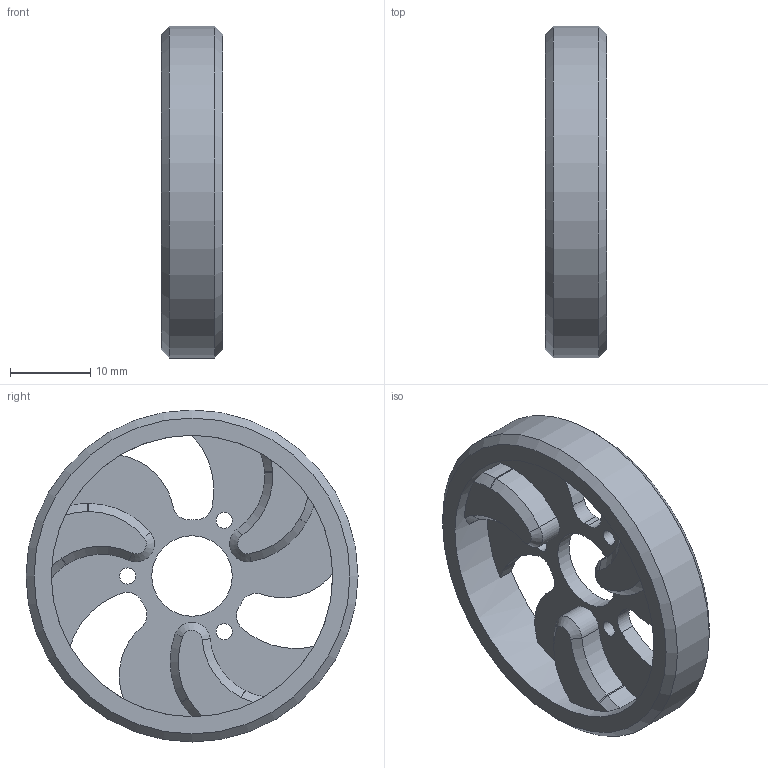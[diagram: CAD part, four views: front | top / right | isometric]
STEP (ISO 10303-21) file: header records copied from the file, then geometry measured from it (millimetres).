
FILE_DESCRIPTION(/* description */ (''),/* implementation_level */ '2;1');
FILE_NAME(/* name */ 'MotorHolder.step',/* time_stamp */ '2023-05-28T14:26:04-04:00',/* author */ (''),/* organization */ (''),/* preprocessor_version */ 'ST-DEVELOPER v19.2',/* originating_system */ 'Autodesk Translation Framework v12.4.0.73',/* authorisation */ '');
FILE_SCHEMA (('AUTOMOTIVE_DESIGN { 1 0 10303 214 3 1 1 }'));
Length unit declared in the file: millimetre
Products named in the file (1): Cleat Wheel
Bounding box: 7.6 x 41.27 x 41.27 mm (x, y, z)
Volume: 4893.2 mm3; surface area: 4032.3 mm2
Topology: 1 solids, 1 shells, 83 faces, 229 edges, 146 vertices
Faces by surface type: bspline 36, cylinder 30, cone 11, plane 6
Full cylindrical faces by diameter (mm): 2.013 x3, 10 x1, 35 x1, 41.275 x1
Entity records: 3654 total; most frequent: CARTESIAN_POINT 1655, ORIENTED_EDGE 458, DIRECTION 336, EDGE_CURVE 229, VERTEX_POINT 146, AXIS2_PLACEMENT_3D 131, EDGE_LOOP 95, FACE_OUTER_BOUND 83
